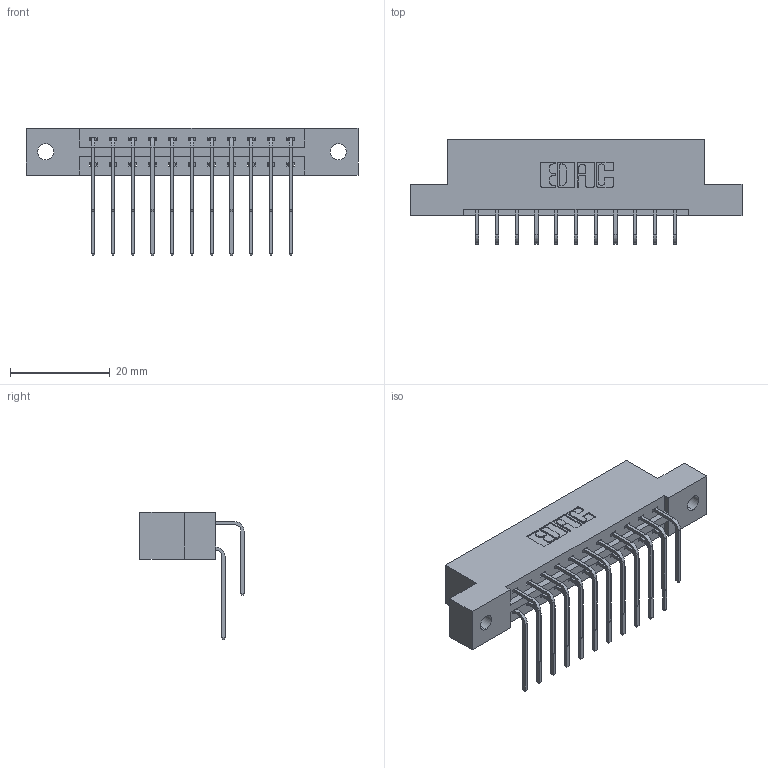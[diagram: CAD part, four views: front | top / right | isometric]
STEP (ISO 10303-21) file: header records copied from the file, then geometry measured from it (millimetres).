
FILE_DESCRIPTION (( 'STEP AP203' ), '1' );
FILE_NAME ('337-022-559-202.STEP', '2018-08-05T15:42:02', ( '' ), ( '' ), 'SwSTEP 2.0', 'SolidWorks 2016', '' );
FILE_SCHEMA (( 'CONFIG_CONTROL_DESIGN' ));
Length unit declared in the file: inch
Products named in the file (4): 337-022-559-202; 337 Part_Flush Mounting Lugs - 0.128 Dia; 345-292-001_558 559 Tail - 1; 345-292-001_559 Tail - 2
Assembly tree (23 placements, depth 2):
  337-022-559-202
    337 Part_Flush Mounting Lugs - 0.128 Dia
    345-292-001_558 559 Tail - 1  x11
    345-292-001_559 Tail - 2  x11
Bounding box: 66.6 x 20.9 x 25.53 mm (x, y, z)
Volume: 6696.3 mm3; surface area: 7633.6 mm2
Topology: 23 solids, 23 shells, 1346 faces, 3985 edges, 2626 vertices
Faces by surface type: plane 950, cylinder 396
Entity records: 14325 total; most frequent: CARTESIAN_POINT 2485, ORIENTED_EDGE 2370, DIRECTION 2153, EDGE_CURVE 1185, VECTOR 1017, LINE 1017, VERTEX_POINT 786, AXIS2_PLACEMENT_3D 568
